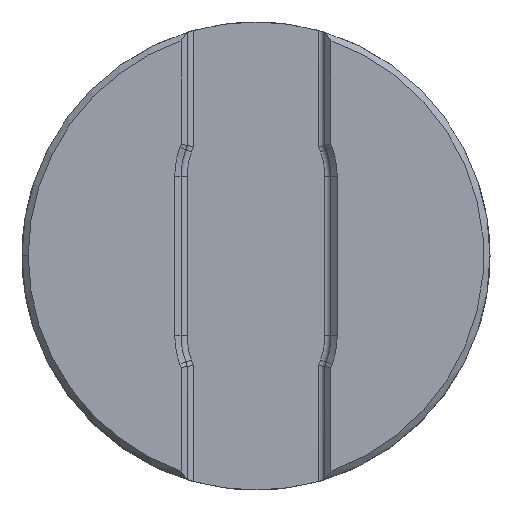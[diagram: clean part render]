
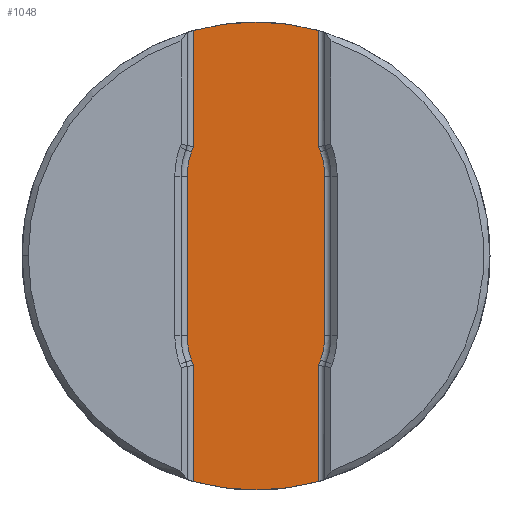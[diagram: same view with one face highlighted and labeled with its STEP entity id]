
A CAD part, top view. The second image highlights one B-rep face of the part: STEP entity #1048.
In plain terms, the highlighted planar face has unit normal (0, 0, 1).
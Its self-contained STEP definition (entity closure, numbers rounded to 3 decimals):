
#56 = DIRECTION ( 'NONE',  ( 1., 0., 0. ) ) ;
#69 = CARTESIAN_POINT ( 'NONE',  ( -2.807, -3.25, 3.556 ) ) ;
#71 = DIRECTION ( 'NONE',  ( 0., 0., 1. ) ) ;
#102 = VECTOR ( 'NONE', #232, 1000. ) ;
#115 = ORIENTED_EDGE ( 'NONE', *, *, #1575, .T. ) ;
#130 = VECTOR ( 'NONE', #843, 1000. ) ;
#133 = DIRECTION ( 'NONE',  ( 0., -1., 0. ) ) ;
#134 = VECTOR ( 'NONE', #2139, 1000. ) ;
#136 = CARTESIAN_POINT ( 'NONE',  ( 2.553, 9.203, 3.556 ) ) ;
#147 = CIRCLE ( 'NONE', #2245, 9.55 ) ;
#185 = CARTESIAN_POINT ( 'NONE',  ( 2.807, 0., 3.556 ) ) ;
#210 = ORIENTED_EDGE ( 'NONE', *, *, #657, .T. ) ;
#211 = LINE ( 'NONE', #612, #134 ) ;
#218 = CARTESIAN_POINT ( 'NONE',  ( -2.807, 3.25, 3.556 ) ) ;
#220 = VERTEX_POINT ( 'NONE', #136 ) ;
#232 = DIRECTION ( 'NONE',  ( 0., 1., 0. ) ) ;
#235 = AXIS2_PLACEMENT_3D ( 'NONE', #2643, #2600, #2591 ) ;
#241 = DIRECTION ( 'NONE',  ( 0., 1., 0. ) ) ;
#274 = AXIS2_PLACEMENT_3D ( 'NONE', #1803, #71, #1579 ) ;
#285 = ORIENTED_EDGE ( 'NONE', *, *, #2021, .T. ) ;
#290 = PLANE ( 'NONE',  #274 ) ;
#292 = EDGE_CURVE ( 'NONE', #2374, #370, #2234, .T. ) ;
#324 = LINE ( 'NONE', #2071, #824 ) ;
#354 = CARTESIAN_POINT ( 'NONE',  ( 2.553, 0., 3.556 ) ) ;
#370 = VERTEX_POINT ( 'NONE', #700 ) ;
#374 = CARTESIAN_POINT ( 'NONE',  ( -3.688, -1.343, 3.556 ) ) ;
#375 = EDGE_CURVE ( 'NONE', #2359, #2582, #2179, .T. ) ;
#388 = EDGE_CURVE ( 'NONE', #2727, #220, #905, .T. ) ;
#393 = ORIENTED_EDGE ( 'NONE', *, *, #1672, .T. ) ;
#398 = ORIENTED_EDGE ( 'NONE', *, *, #1056, .T. ) ;
#439 = DIRECTION ( 'NONE',  ( 0., 0., 1. ) ) ;
#461 = ORIENTED_EDGE ( 'NONE', *, *, #375, .T. ) ;
#524 = VERTEX_POINT ( 'NONE', #2126 ) ;
#589 = ORIENTED_EDGE ( 'NONE', *, *, #1491, .T. ) ;
#612 = CARTESIAN_POINT ( 'NONE',  ( -2.553, 0., 3.556 ) ) ;
#618 = VERTEX_POINT ( 'NONE', #218 ) ;
#641 = EDGE_CURVE ( 'NONE', #2677, #618, #1660, .T. ) ;
#642 = ORIENTED_EDGE ( 'NONE', *, *, #1376, .T. ) ;
#657 = EDGE_CURVE ( 'NONE', #1962, #2374, #2574, .T. ) ;
#700 = CARTESIAN_POINT ( 'NONE',  ( -2.553, -4.463, 3.556 ) ) ;
#708 = CARTESIAN_POINT ( 'NONE',  ( 0.114, 3.25, 3.556 ) ) ;
#716 = DIRECTION ( 'NONE',  ( 0., 0., 1. ) ) ;
#767 = LINE ( 'NONE', #185, #102 ) ;
#820 = CARTESIAN_POINT ( 'NONE',  ( -2.553, -9.203, 3.556 ) ) ;
#824 = VECTOR ( 'NONE', #1341, 1000. ) ;
#826 = CARTESIAN_POINT ( 'NONE',  ( 2.553, 0., 3.556 ) ) ;
#843 = DIRECTION ( 'NONE',  ( -0.342, -0.94, 0. ) ) ;
#860 = CARTESIAN_POINT ( 'NONE',  ( -3.688, 1.343, 3.556 ) ) ;
#865 = CARTESIAN_POINT ( 'NONE',  ( -0.114, 3.25, 3.556 ) ) ;
#884 = CARTESIAN_POINT ( 'NONE',  ( 3.688, -1.343, 3.556 ) ) ;
#901 = LINE ( 'NONE', #826, #1899 ) ;
#905 = LINE ( 'NONE', #354, #1652 ) ;
#921 = CARTESIAN_POINT ( 'NONE',  ( 2.631, 4.249, 3.556 ) ) ;
#948 = CARTESIAN_POINT ( 'NONE',  ( -2.807, 0., 3.556 ) ) ;
#969 = EDGE_CURVE ( 'NONE', #2582, #1811, #1935, .T. ) ;
#1003 = CARTESIAN_POINT ( 'NONE',  ( 0., 0., 3.556 ) ) ;
#1043 = DIRECTION ( 'NONE',  ( 0.342, 0.94, 0. ) ) ;
#1048 = ADVANCED_FACE ( 'NONE', ( #1461 ), #290, .T. ) ;
#1056 = EDGE_CURVE ( 'NONE', #1360, #1683, #1384, .T. ) ;
#1094 = DIRECTION ( 'NONE',  ( 1., 0., 0. ) ) ;
#1129 = VERTEX_POINT ( 'NONE', #2268 ) ;
#1152 = ORIENTED_EDGE ( 'NONE', *, *, #1388, .T. ) ;
#1251 = CARTESIAN_POINT ( 'NONE',  ( -2.631, 4.249, 3.556 ) ) ;
#1285 = CARTESIAN_POINT ( 'NONE',  ( -2.553, 9.203, 3.556 ) ) ;
#1286 = CARTESIAN_POINT ( 'NONE',  ( 2.553, 4.463, 3.556 ) ) ;
#1289 = ORIENTED_EDGE ( 'NONE', *, *, #2420, .T. ) ;
#1291 = LINE ( 'NONE', #860, #130 ) ;
#1341 = DIRECTION ( 'NONE',  ( -0.342, 0.94, 0. ) ) ;
#1342 = AXIS2_PLACEMENT_3D ( 'NONE', #2706, #2734, #2317 ) ;
#1344 = ORIENTED_EDGE ( 'NONE', *, *, #388, .T. ) ;
#1353 = VECTOR ( 'NONE', #133, 1000. ) ;
#1360 = VERTEX_POINT ( 'NONE', #1285 ) ;
#1376 = EDGE_CURVE ( 'NONE', #370, #1428, #211, .T. ) ;
#1382 = CARTESIAN_POINT ( 'NONE',  ( -2.553, 0., 3.556 ) ) ;
#1384 = LINE ( 'NONE', #1382, #1353 ) ;
#1388 = EDGE_CURVE ( 'NONE', #220, #1360, #147, .T. ) ;
#1428 = VERTEX_POINT ( 'NONE', #820 ) ;
#1461 = FACE_OUTER_BOUND ( 'NONE', #2718, .T. ) ;
#1473 = CIRCLE ( 'NONE', #2353, 2.921 ) ;
#1491 = EDGE_CURVE ( 'NONE', #1428, #1129, #1573, .T. ) ;
#1493 = LINE ( 'NONE', #948, #2572 ) ;
#1547 = CARTESIAN_POINT ( 'NONE',  ( 2.807, -3.25, 3.556 ) ) ;
#1573 = CIRCLE ( 'NONE', #2115, 9.55 ) ;
#1575 = EDGE_CURVE ( 'NONE', #1683, #2677, #1291, .T. ) ;
#1579 = DIRECTION ( 'NONE',  ( 1., 0., 0. ) ) ;
#1620 = VECTOR ( 'NONE', #1043, 1000. ) ;
#1652 = VECTOR ( 'NONE', #241, 1000. ) ;
#1660 = CIRCLE ( 'NONE', #2738, 2.921 ) ;
#1672 = EDGE_CURVE ( 'NONE', #1811, #524, #767, .T. ) ;
#1676 = DIRECTION ( 'NONE',  ( 0., 0., 1. ) ) ;
#1683 = VERTEX_POINT ( 'NONE', #2123 ) ;
#1685 = DIRECTION ( 'NONE',  ( 1., 0., 0. ) ) ;
#1714 = DIRECTION ( 'NONE',  ( 1., 0., 0. ) ) ;
#1738 = EDGE_CURVE ( 'NONE', #524, #1745, #1473, .T. ) ;
#1739 = ORIENTED_EDGE ( 'NONE', *, *, #641, .T. ) ;
#1745 = VERTEX_POINT ( 'NONE', #921 ) ;
#1803 = CARTESIAN_POINT ( 'NONE',  ( 0., 0., 3.556 ) ) ;
#1811 = VERTEX_POINT ( 'NONE', #1547 ) ;
#1846 = CARTESIAN_POINT ( 'NONE',  ( 2.553, -4.463, 3.556 ) ) ;
#1899 = VECTOR ( 'NONE', #2529, 1000. ) ;
#1935 = CIRCLE ( 'NONE', #1342, 2.921 ) ;
#1962 = VERTEX_POINT ( 'NONE', #69 ) ;
#2006 = VECTOR ( 'NONE', #2320, 1000. ) ;
#2021 = EDGE_CURVE ( 'NONE', #1745, #2727, #324, .T. ) ;
#2066 = CARTESIAN_POINT ( 'NONE',  ( 2.631, -4.249, 3.556 ) ) ;
#2071 = CARTESIAN_POINT ( 'NONE',  ( 3.688, 1.343, 3.556 ) ) ;
#2115 = AXIS2_PLACEMENT_3D ( 'NONE', #2763, #1676, #1685 ) ;
#2123 = CARTESIAN_POINT ( 'NONE',  ( -2.553, 4.463, 3.556 ) ) ;
#2126 = CARTESIAN_POINT ( 'NONE',  ( 2.807, 3.25, 3.556 ) ) ;
#2139 = DIRECTION ( 'NONE',  ( 0., -1., 0. ) ) ;
#2179 = LINE ( 'NONE', #884, #1620 ) ;
#2210 = CARTESIAN_POINT ( 'NONE',  ( -2.631, -4.249, 3.556 ) ) ;
#2225 = ORIENTED_EDGE ( 'NONE', *, *, #969, .T. ) ;
#2234 = LINE ( 'NONE', #374, #2006 ) ;
#2245 = AXIS2_PLACEMENT_3D ( 'NONE', #1003, #2733, #1714 ) ;
#2268 = CARTESIAN_POINT ( 'NONE',  ( 2.553, -9.203, 3.556 ) ) ;
#2283 = ORIENTED_EDGE ( 'NONE', *, *, #1738, .T. ) ;
#2317 = DIRECTION ( 'NONE',  ( 1., 0., 0. ) ) ;
#2320 = DIRECTION ( 'NONE',  ( 0.342, -0.94, 0. ) ) ;
#2353 = AXIS2_PLACEMENT_3D ( 'NONE', #865, #439, #1094 ) ;
#2359 = VERTEX_POINT ( 'NONE', #1846 ) ;
#2374 = VERTEX_POINT ( 'NONE', #2210 ) ;
#2420 = EDGE_CURVE ( 'NONE', #618, #1962, #1493, .T. ) ;
#2443 = DIRECTION ( 'NONE',  ( 0., -1., 0. ) ) ;
#2529 = DIRECTION ( 'NONE',  ( 0., 1., 0. ) ) ;
#2572 = VECTOR ( 'NONE', #2443, 1000. ) ;
#2574 = CIRCLE ( 'NONE', #235, 2.921 ) ;
#2582 = VERTEX_POINT ( 'NONE', #2066 ) ;
#2591 = DIRECTION ( 'NONE',  ( 1., 0., 0. ) ) ;
#2600 = DIRECTION ( 'NONE',  ( 0., 0., 1. ) ) ;
#2643 = CARTESIAN_POINT ( 'NONE',  ( 0.114, -3.25, 3.556 ) ) ;
#2651 = ORIENTED_EDGE ( 'NONE', *, *, #292, .T. ) ;
#2672 = EDGE_CURVE ( 'NONE', #1129, #2359, #901, .T. ) ;
#2677 = VERTEX_POINT ( 'NONE', #1251 ) ;
#2706 = CARTESIAN_POINT ( 'NONE',  ( -0.114, -3.25, 3.556 ) ) ;
#2718 = EDGE_LOOP ( 'NONE', ( #589, #2772, #461, #2225, #393, #2283, #285, #1344, #1152, #398, #115, #1739, #1289, #210, #2651, #642 ) ) ;
#2727 = VERTEX_POINT ( 'NONE', #1286 ) ;
#2733 = DIRECTION ( 'NONE',  ( 0., 0., 1. ) ) ;
#2734 = DIRECTION ( 'NONE',  ( 0., 0., 1. ) ) ;
#2738 = AXIS2_PLACEMENT_3D ( 'NONE', #708, #716, #56 ) ;
#2763 = CARTESIAN_POINT ( 'NONE',  ( 0., 0., 3.556 ) ) ;
#2772 = ORIENTED_EDGE ( 'NONE', *, *, #2672, .T. ) ;
